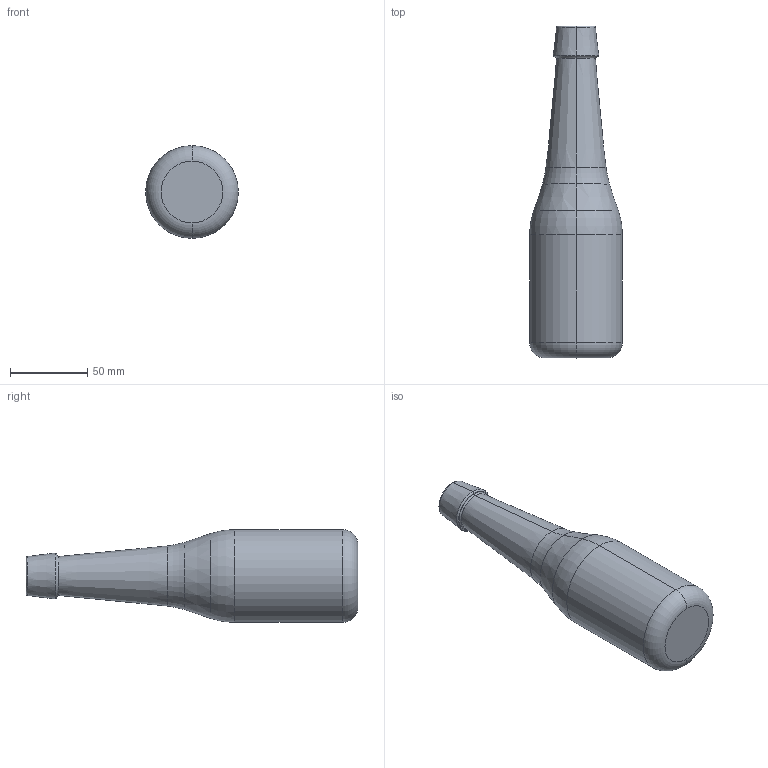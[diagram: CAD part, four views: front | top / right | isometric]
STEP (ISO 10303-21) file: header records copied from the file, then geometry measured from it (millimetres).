
FILE_DESCRIPTION (( 'STEP AP203' ), '1' );
FILE_NAME ('Kalia.STEP', '2025-04-09T09:17:10', ( '' ), ( '' ), 'SwSTEP 2.0', 'SolidWorks 2024', '' );
FILE_SCHEMA (( 'CONFIG_CONTROL_DESIGN' ));
Length unit declared in the file: millimetre
Products named in the file (1): Kalia
Bounding box: 60 x 215 x 60 mm (x, y, z)
Volume: 208063.8 mm3; surface area: 54580.1 mm2
Topology: 1 solids, 1 shells, 36 faces, 70 edges, 38 vertices
Faces by surface type: torus 16, cone 10, cylinder 6, plane 4
Entity records: 997 total; most frequent: DIRECTION 198, CARTESIAN_POINT 145, ORIENTED_EDGE 140, AXIS2_PLACEMENT_3D 91, EDGE_CURVE 70, CIRCLE 54, EDGE_LOOP 38, VERTEX_POINT 38
